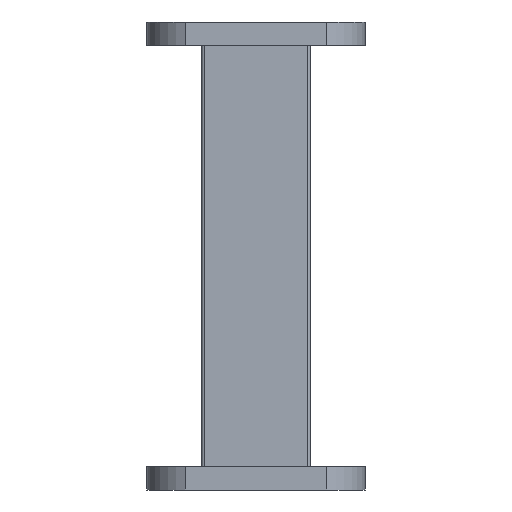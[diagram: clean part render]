
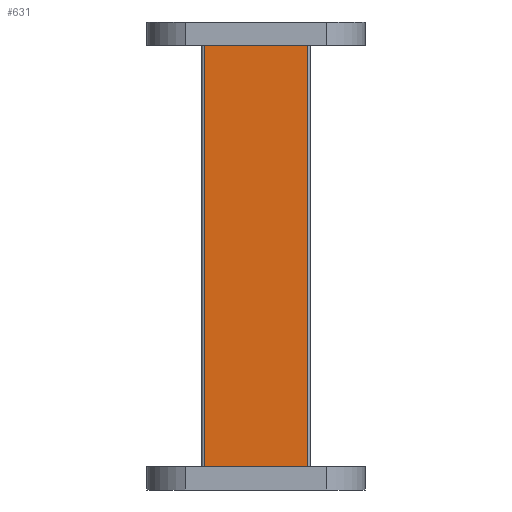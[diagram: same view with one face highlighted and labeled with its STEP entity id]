
A CAD part, left-side view. The second image highlights one B-rep face of the part: STEP entity #631.
In plain terms, the highlighted planar face has unit normal (-1, 0, 0).
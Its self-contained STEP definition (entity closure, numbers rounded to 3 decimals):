
#31 = LINE ( 'NONE', #1502, #1227 ) ;
#39 = EDGE_CURVE ( 'NONE', #911, #1062, #912, .T. ) ;
#40 = DIRECTION ( 'NONE',  ( 1., 0., 0. ) ) ;
#68 = DIRECTION ( 'NONE',  ( 0., 0., 1. ) ) ;
#78 = FACE_OUTER_BOUND ( 'NONE', #647, .T. ) ;
#117 = EDGE_CURVE ( 'NONE', #1223, #191, #289, .T. ) ;
#191 = VERTEX_POINT ( 'NONE', #786 ) ;
#252 = LINE ( 'NONE', #852, #989 ) ;
#275 = VECTOR ( 'NONE', #633, 1000. ) ;
#280 = ORIENTED_EDGE ( 'NONE', *, *, #39, .T. ) ;
#289 = LINE ( 'NONE', #681, #1456 ) ;
#535 = EDGE_CURVE ( 'NONE', #1062, #1223, #31, .T. ) ;
#555 = EDGE_CURVE ( 'NONE', #911, #191, #252, .T. ) ;
#631 = ADVANCED_FACE ( 'NONE', ( #78 ), #1007, .F. ) ;
#633 = DIRECTION ( 'NONE',  ( 0., 0., -1. ) ) ;
#647 = EDGE_LOOP ( 'NONE', ( #1435, #1314, #1356, #280 ) ) ;
#681 = CARTESIAN_POINT ( 'NONE',  ( -3., -3.3, 15. ) ) ;
#786 = CARTESIAN_POINT ( 'NONE',  ( -3., -3.3, 13.5 ) ) ;
#852 = CARTESIAN_POINT ( 'NONE',  ( -3., 0., 13.5 ) ) ;
#911 = VERTEX_POINT ( 'NONE', #1200 ) ;
#912 = LINE ( 'NONE', #1240, #275 ) ;
#989 = VECTOR ( 'NONE', #1115, 1000. ) ;
#1007 = PLANE ( 'NONE',  #1129 ) ;
#1062 = VERTEX_POINT ( 'NONE', #1330 ) ;
#1102 = DIRECTION ( 'NONE',  ( 0., -1., 0. ) ) ;
#1115 = DIRECTION ( 'NONE',  ( 0., -1., 0. ) ) ;
#1129 = AXIS2_PLACEMENT_3D ( 'NONE', #1535, #40, #1255 ) ;
#1200 = CARTESIAN_POINT ( 'NONE',  ( -3., 3.3, 13.5 ) ) ;
#1223 = VERTEX_POINT ( 'NONE', #1464 ) ;
#1227 = VECTOR ( 'NONE', #1102, 1000. ) ;
#1240 = CARTESIAN_POINT ( 'NONE',  ( -3., 3.3, 15. ) ) ;
#1255 = DIRECTION ( 'NONE',  ( 0., 1., 0. ) ) ;
#1314 = ORIENTED_EDGE ( 'NONE', *, *, #117, .T. ) ;
#1330 = CARTESIAN_POINT ( 'NONE',  ( -3., 3.3, -13.5 ) ) ;
#1356 = ORIENTED_EDGE ( 'NONE', *, *, #555, .F. ) ;
#1435 = ORIENTED_EDGE ( 'NONE', *, *, #535, .T. ) ;
#1456 = VECTOR ( 'NONE', #68, 1000. ) ;
#1464 = CARTESIAN_POINT ( 'NONE',  ( -3., -3.3, -13.5 ) ) ;
#1502 = CARTESIAN_POINT ( 'NONE',  ( -3., 0., -13.5 ) ) ;
#1535 = CARTESIAN_POINT ( 'NONE',  ( -3., 3.5, 15. ) ) ;
